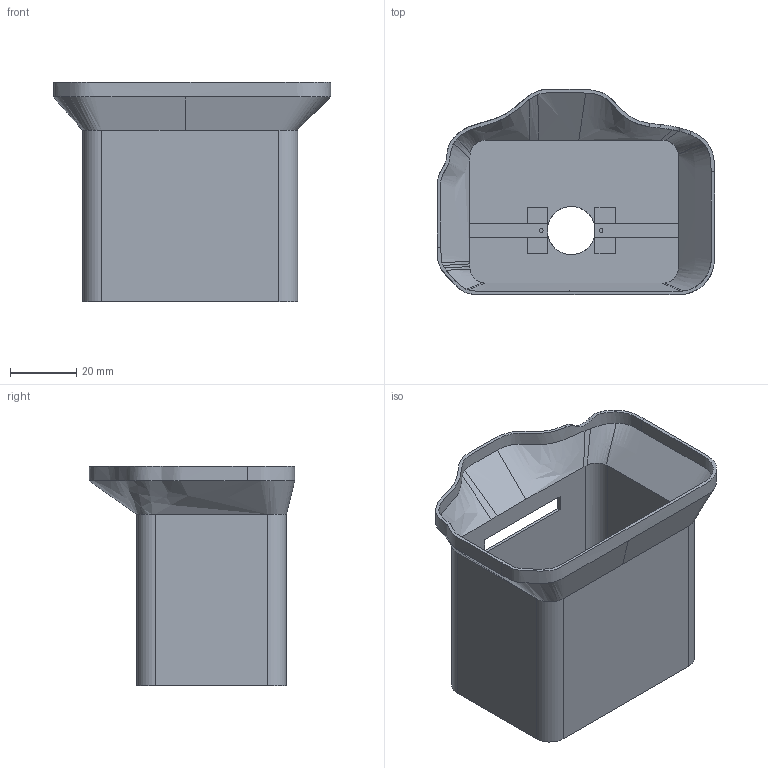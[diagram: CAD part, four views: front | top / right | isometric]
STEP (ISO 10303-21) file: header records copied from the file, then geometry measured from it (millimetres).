
FILE_DESCRIPTION(/* description */ (''),/* implementation_level */ '2;1');
FILE_NAME(/* name */ 'case',/* time_stamp */ '2025-02-17T02:12:26+01:00',/* author */ (''),/* organization */ (''),/* preprocessor_version */ 'ST-DEVELOPER v19.2',/* originating_system */ 'Rhino 8.14',/* authorisation */ '');
FILE_SCHEMA (('CONFIG_CONTROL_DESIGN'));
Length unit declared in the file: millimetre
Products named in the file (1): Document
Bounding box: 83.43 x 61.83 x 66.25 mm (x, y, z)
Volume: 18743.6 mm3; surface area: 35082.7 mm2
Topology: 1 solids, 1 shells, 84 faces, 236 edges, 155 vertices
Faces by surface type: plane 42, bspline 25, cylinder 17
Entity records: 7431 total; most frequent: CARTESIAN_POINT 5675, ORIENTED_EDGE 476, EDGE_CURVE 238, B_SPLINE_CURVE_WITH_KNOTS 190, VERTEX_POINT 157, DIRECTION 119, EDGE_LOOP 89, AXIS2_PLACEMENT_3D 89
